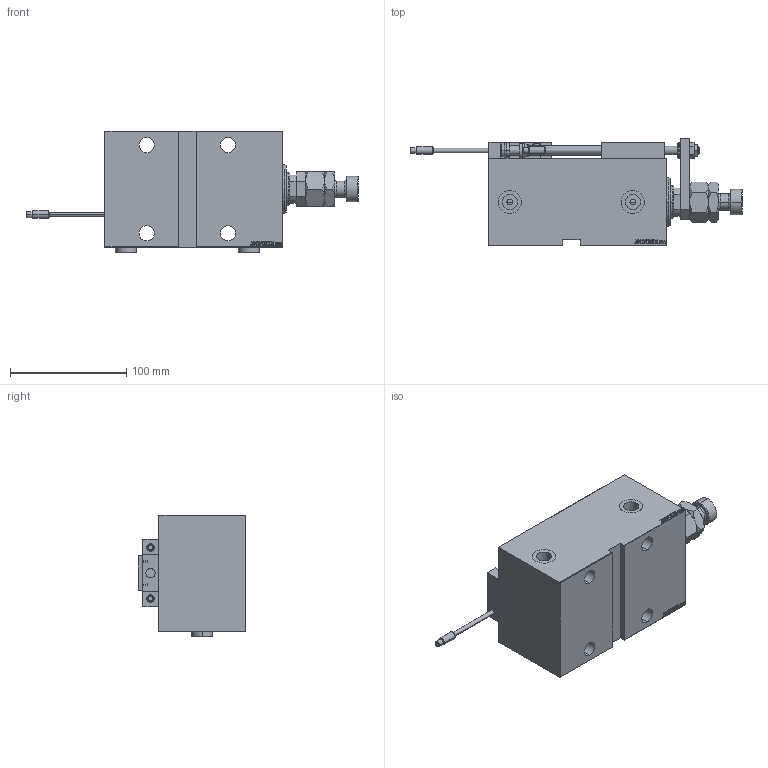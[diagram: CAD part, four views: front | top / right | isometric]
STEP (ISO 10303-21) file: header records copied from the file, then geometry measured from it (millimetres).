
FILE_DESCRIPTION (( 'STEP AP203' ), '1' );
FILE_NAME ('e106.STEP', '2024-05-28T05:36:20', ( '' ), ( '' ), 'SwSTEP 2.0', 'SolidWorks 2019', '' );
FILE_SCHEMA (( 'CONFIG_CONTROL_DESIGN' ));
Length unit declared in the file: millimetre
Products named in the file (18): NUT_D12 e04c0d62c244b1b235034da9cf614def; SWITCH X e04c0d62c244b1b235034da9cf614def; V450CM_E_VCP e04c0d62c244b1b235034da9cf614def; Zatka_OIL_PORT e04c0d62c244b1b235034da9cf614def; e106; ALLEN BOLT D5 e04c0d62c244b1b235034da9cf614def; MAGNET e04c0d62c244b1b235034da9cf614def; V450CM_VC_B e04c0d62c244b1b235034da9cf614def; X_Y_MFA e04c0d62c244b1b235034da9cf614def; V450CM_E_Body e04c0d62c244b1b235034da9cf614def; TYC_L79 e04c0d62c244b1b235034da9cf614def; SWITCH DIM B,W e04c0d62c244b1b235034da9cf614def; NUT_D10 e04c0d62c244b1b235034da9cf614def; SWITCH_X_FRONT_BACK e04c0d62c244b1b235034da9cf614def; KONCOVKA_Y e04c0d62c244b1b235034da9cf614def; Block e04c0d62c244b1b235034da9cf614def; ZARAZKA e04c0d62c244b1b235034da9cf614def; ALLEN BOLT D8 e04c0d62c244b1b235034da9cf614def
Assembly tree (28 placements, depth 3):
  e106
    V450CM_E_Body e04c0d62c244b1b235034da9cf614def
    V450CM_E_VCP e04c0d62c244b1b235034da9cf614def
    V450CM_VC_B e04c0d62c244b1b235034da9cf614def
    SWITCH X e04c0d62c244b1b235034da9cf614def
      SWITCH_X_FRONT_BACK e04c0d62c244b1b235034da9cf614def  x2
      TYC_L79 e04c0d62c244b1b235034da9cf614def
      Block e04c0d62c244b1b235034da9cf614def  x2
      ALLEN BOLT D5 e04c0d62c244b1b235034da9cf614def  x4
      ALLEN BOLT D8 e04c0d62c244b1b235034da9cf614def  x4
      MAGNET e04c0d62c244b1b235034da9cf614def  x2
      KONCOVKA_Y e04c0d62c244b1b235034da9cf614def  x2
    SWITCH DIM B,W e04c0d62c244b1b235034da9cf614def
    ZARAZKA e04c0d62c244b1b235034da9cf614def
    NUT_D10 e04c0d62c244b1b235034da9cf614def
    NUT_D12 e04c0d62c244b1b235034da9cf614def
    X_Y_MFA e04c0d62c244b1b235034da9cf614def
    Zatka_OIL_PORT e04c0d62c244b1b235034da9cf614def  x2
Bounding box: 286 x 92.5 x 104.9 mm (x, y, z)
Volume: 1067126.5 mm3; surface area: 175628.8 mm2
Topology: 27 solids, 27 shells, 1423 faces, 3368 edges, 2136 vertices
Faces by surface type: plane 624, bspline 380, cylinder 210, cone 153, torus 52, sphere 4
Entity records: 53267 total; most frequent: CARTESIAN_POINT 26320, ORIENTED_EDGE 5632, DIRECTION 3943, EDGE_CURVE 2816, VERTEX_POINT 1824, LINE 1585, VECTOR 1585, EDGE_LOOP 1312
